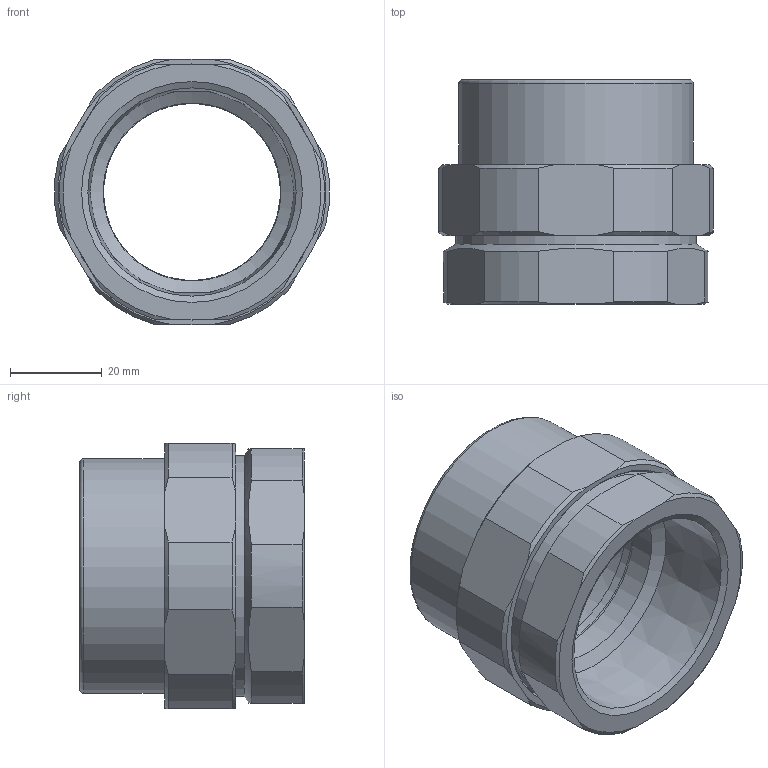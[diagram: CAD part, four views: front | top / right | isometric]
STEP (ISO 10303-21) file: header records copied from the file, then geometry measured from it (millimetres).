
FILE_DESCRIPTION(/* description */ (''),/* implementation_level */ '2;1');
FILE_NAME(/* name */ 'UNF150.stp',/* time_stamp */ '2021-04-06T15:00:50-05:00',/* author */ ('nsantoro'),/* organization */ (''),/* preprocessor_version */ 'ST-DEVELOPER v18',/* originating_system */ 'Autodesk Inventor 2020',/* authorisation */ '');
FILE_SCHEMA (('AUTOMOTIVE_DESIGN { 1 0 10303 214 3 1 1 }'));
Length unit declared in the file: inch
Products named in the file (1): UNF150_Shrinkwrap_1
Bounding box: 59.99 x 49.02 x 57.94 mm (x, y, z)
Volume: 43927.9 mm3; surface area: 26023.1 mm2
Topology: 3 solids, 3 shells, 70 faces, 202 edges, 138 vertices
Faces by surface type: cone 31, cylinder 20, plane 18, torus 1
Full cylindrical faces by diameter (mm): 38.608 x1, 38.862 x1, 51.308 x1, 51.816 x1, 52.578 x1, 53.594 x1, 55.118 x2
Entity records: 2444 total; most frequent: CARTESIAN_POINT 495, ORIENTED_EDGE 404, DIRECTION 399, EDGE_CURVE 202, AXIS2_PLACEMENT_3D 168, VERTEX_POINT 138, CIRCLE 97, EDGE_LOOP 76
